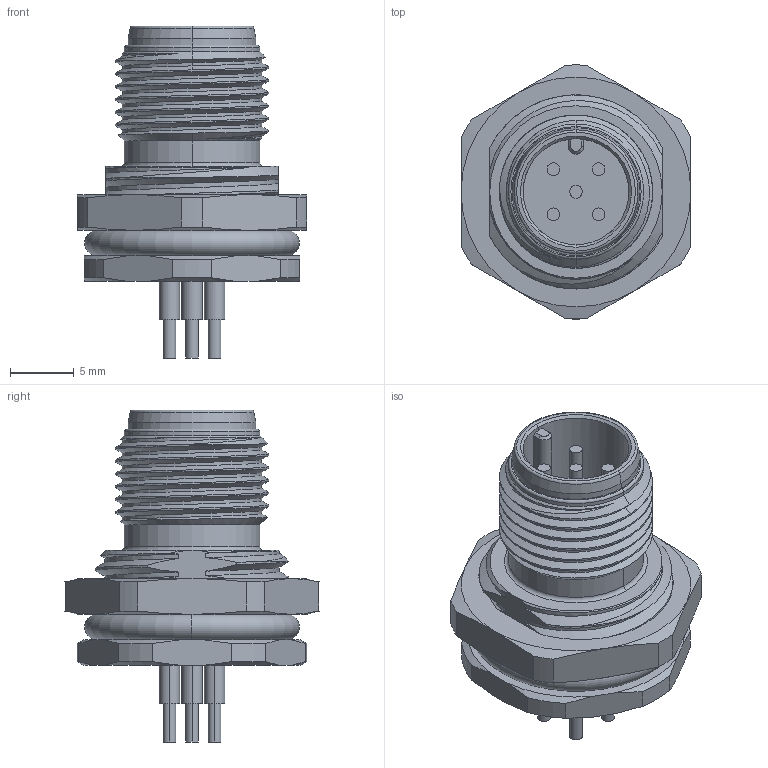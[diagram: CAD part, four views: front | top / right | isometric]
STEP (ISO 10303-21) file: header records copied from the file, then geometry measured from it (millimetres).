
FILE_DESCRIPTION((''),'2;1');
FILE_NAME('C-T4140012051-000','2022-09-22T03:52:58',('workeradm'),('TE Connectivity Ltd.'),'CREO PARAMETRIC BY PTC INC, 2021072','CREO PARAMETRIC BY PTC INC, 2021072','');
FILE_SCHEMA(('AUTOMOTIVE_DESIGN { 1 0 10303 214 1 1 1 1 }'));
Length unit declared in the file: millimetre
Products named in the file (1): C-T4140012051-000
Bounding box: 18 x 19.89 x 26 mm (x, y, z)
Volume: 2659.2 mm3; surface area: 2226.1 mm2
Topology: 1 solids, 1 shells, 171 faces, 406 edges, 258 vertices
Faces by surface type: cylinder 64, plane 42, cone 35, bspline 22, torus 8
Entity records: 11812 total; most frequent: CARTESIAN_POINT 6625, ORIENTED_EDGE 812, DIRECTION 739, PRESENTATION_STYLE_ASSIGNMENT 407, STYLED_ITEM 407, CURVE_STYLE 406, EDGE_CURVE 406, AXIS2_PLACEMENT_3D 309
